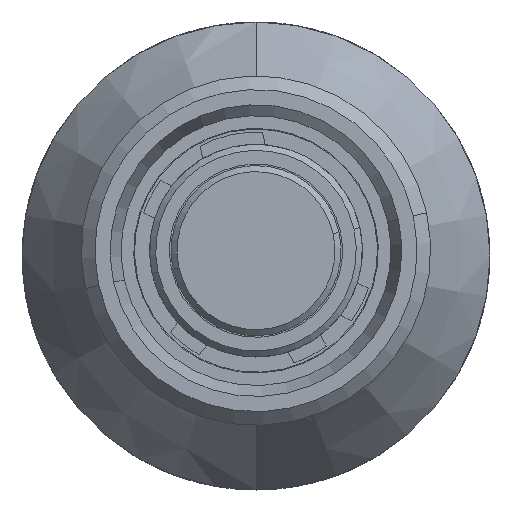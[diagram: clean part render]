
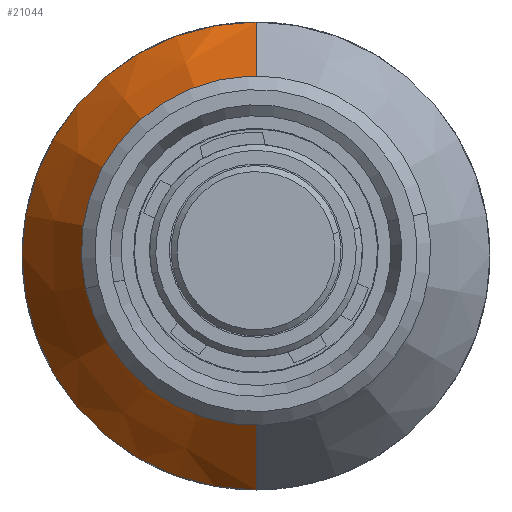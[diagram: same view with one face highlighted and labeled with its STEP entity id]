
A CAD part, front view. The second image highlights one B-rep face of the part: STEP entity #21044.
In plain terms, the highlighted conical face has half-angle 30.964 degrees and reference radius 7.7 mm.
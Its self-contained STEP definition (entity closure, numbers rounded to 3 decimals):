
#1669 = VERTEX_POINT ( 'NONE', #35824 ) ;
#2739 = CIRCLE ( 'NONE', #32996, 4.846 ) ;
#3257 = AXIS2_PLACEMENT_3D ( 'NONE', #29038, #32470, #35096 ) ;
#4102 = DIRECTION ( 'NONE',  ( 0., 0.857, 0.514 ) ) ;
#4900 = DIRECTION ( 'NONE',  ( 0., 1., 0. ) ) ;
#5838 = CIRCLE ( 'NONE', #3257, 7.7 ) ;
#6640 = DIRECTION ( 'NONE',  ( 0., 0.857, -0.514 ) ) ;
#7138 = VECTOR ( 'NONE', #4102, 1000. ) ;
#7523 = CARTESIAN_POINT ( 'NONE',  ( 0., -45.757, 0. ) ) ;
#9364 = ORIENTED_EDGE ( 'NONE', *, *, #34563, .T. ) ;
#9745 = EDGE_LOOP ( 'NONE', ( #11884, #9364, #10337, #35131 ) ) ;
#10337 = ORIENTED_EDGE ( 'NONE', *, *, #11985, .T. ) ;
#10453 = VERTEX_POINT ( 'NONE', #26394 ) ;
#11884 = ORIENTED_EDGE ( 'NONE', *, *, #29091, .F. ) ;
#11985 = EDGE_CURVE ( 'NONE', #10453, #15019, #18819, .T. ) ;
#12019 = CARTESIAN_POINT ( 'NONE',  ( 0., -41., 0. ) ) ;
#13506 = AXIS2_PLACEMENT_3D ( 'NONE', #12019, #35924, #24273 ) ;
#14485 = CARTESIAN_POINT ( 'NONE',  ( 0., -41., 7.7 ) ) ;
#15019 = VERTEX_POINT ( 'NONE', #14485 ) ;
#18819 = LINE ( 'NONE', #25228, #7138 ) ;
#21044 = ADVANCED_FACE ( 'NONE', ( #23471 ), #21214, .T. ) ;
#21214 = CONICAL_SURFACE ( 'NONE', #13506, 7.7, 0.54 ) ;
#23471 = FACE_OUTER_BOUND ( 'NONE', #9745, .T. ) ;
#24273 = DIRECTION ( 'NONE',  ( 0., 0., 1. ) ) ;
#24823 = VERTEX_POINT ( 'NONE', #34845 ) ;
#25228 = CARTESIAN_POINT ( 'NONE',  ( 0., -41., 7.7 ) ) ;
#26394 = CARTESIAN_POINT ( 'NONE',  ( 0., -45.757, 4.846 ) ) ;
#26998 = VECTOR ( 'NONE', #6640, 1000. ) ;
#29038 = CARTESIAN_POINT ( 'NONE',  ( 0., -41., 0. ) ) ;
#29091 = EDGE_CURVE ( 'NONE', #24823, #1669, #36619, .T. ) ;
#29432 = DIRECTION ( 'NONE',  ( 0., 0., 1. ) ) ;
#29772 = EDGE_CURVE ( 'NONE', #1669, #15019, #5838, .T. ) ;
#30580 = CARTESIAN_POINT ( 'NONE',  ( 0., -41., -7.7 ) ) ;
#32470 = DIRECTION ( 'NONE',  ( 0., 1., 0. ) ) ;
#32996 = AXIS2_PLACEMENT_3D ( 'NONE', #7523, #4900, #29432 ) ;
#34563 = EDGE_CURVE ( 'NONE', #24823, #10453, #2739, .T. ) ;
#34845 = CARTESIAN_POINT ( 'NONE',  ( 0., -45.757, -4.846 ) ) ;
#35096 = DIRECTION ( 'NONE',  ( 0., 0., 1. ) ) ;
#35131 = ORIENTED_EDGE ( 'NONE', *, *, #29772, .F. ) ;
#35824 = CARTESIAN_POINT ( 'NONE',  ( 0., -41., -7.7 ) ) ;
#35924 = DIRECTION ( 'NONE',  ( 0., 1., 0. ) ) ;
#36619 = LINE ( 'NONE', #30580, #26998 ) ;
